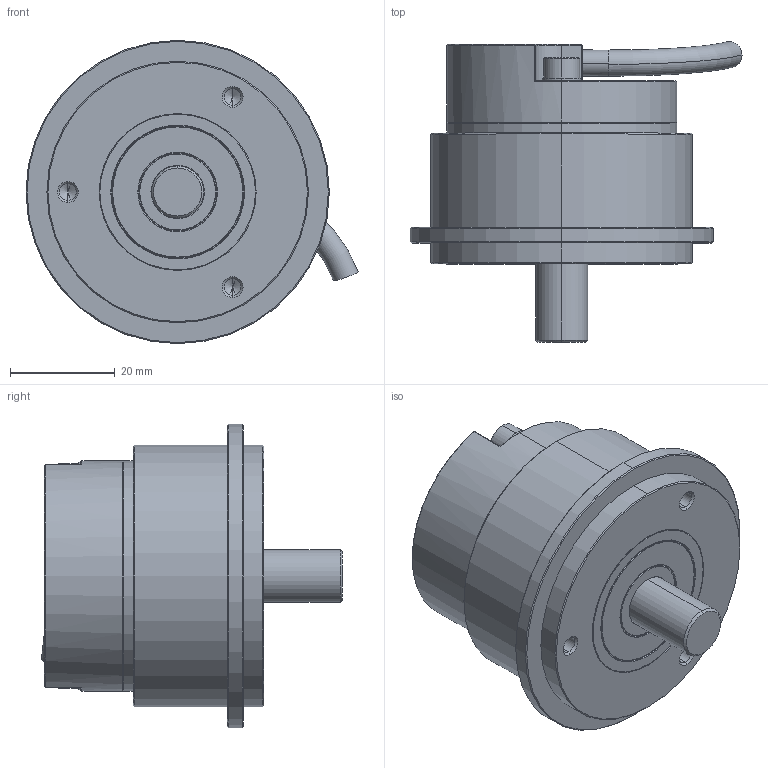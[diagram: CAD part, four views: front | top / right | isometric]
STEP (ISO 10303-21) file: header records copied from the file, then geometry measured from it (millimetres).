
FILE_DESCRIPTION (( 'STEP AP214' ), '1' );
FILE_NAME ('RE58IP54-3D.STEP', '2007-06-26T07:08:18', ( '' ), ( '' ), 'SwSTEP 2.0', 'SolidWorks 2004231', '' );
FILE_SCHEMA (( 'AUTOMOTIVE_DESIGN' ));
Length unit declared in the file: millimetre
Products named in the file (1): RE58IP54-3D
Bounding box: 63.48 x 57.53 x 58 mm (x, y, z)
Volume: 73764.3 mm3; surface area: 12912.2 mm2
Topology: 1 solids, 1 shells, 155 faces, 333 edges, 193 vertices
Faces by surface type: plane 73, cone 48, cylinder 32, torus 2
Entity records: 4106 total; most frequent: DIRECTION 757, CARTESIAN_POINT 682, ORIENTED_EDGE 654, EDGE_CURVE 327, AXIS2_PLACEMENT_3D 276, VECTOR 205, LINE 205, VERTEX_POINT 193
